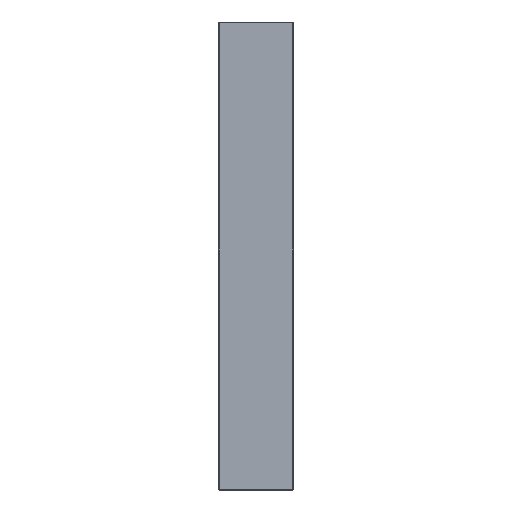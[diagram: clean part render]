
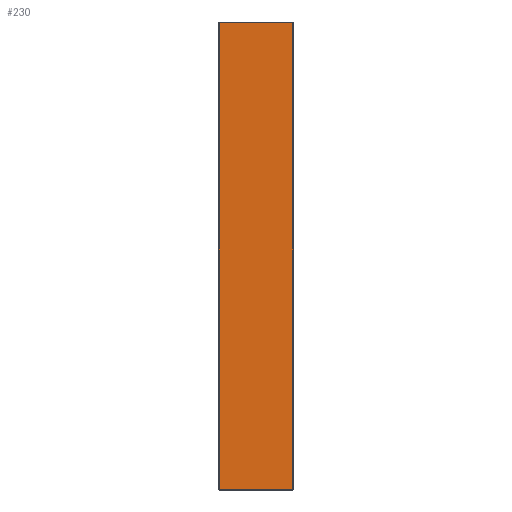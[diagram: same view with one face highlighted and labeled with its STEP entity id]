
A CAD part, top view. The second image highlights one B-rep face of the part: STEP entity #230.
In plain terms, the highlighted planar face has unit normal (0, 0, 1).
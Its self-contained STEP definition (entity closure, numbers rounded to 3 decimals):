
#11 = EDGE_CURVE ( 'NONE', #537, #612, #1447, .T. ) ;
#71 = EDGE_CURVE ( 'NONE', #641, #1340, #1614, .T. ) ;
#78 = VERTEX_POINT ( 'NONE', #797 ) ;
#88 = CARTESIAN_POINT ( 'NONE',  ( 82.7, -526.7, 0. ) ) ;
#168 = LINE ( 'NONE', #2331, #2172 ) ;
#230 = ADVANCED_FACE ( 'NONE', ( #934 ), #2259, .F. ) ;
#235 = ORIENTED_EDGE ( 'NONE', *, *, #2212, .F. ) ;
#249 = VECTOR ( 'NONE', #1232, 1000. ) ;
#304 = CARTESIAN_POINT ( 'NONE',  ( -82.7, 526.7, 0. ) ) ;
#379 = CARTESIAN_POINT ( 'NONE',  ( 82.7, -526.7, 0. ) ) ;
#429 = CARTESIAN_POINT ( 'NONE',  ( -82.7, 526.5, 0. ) ) ;
#432 = ORIENTED_EDGE ( 'NONE', *, *, #1495, .F. ) ;
#453 = CARTESIAN_POINT ( 'NONE',  ( -82.7, -526.7, 0. ) ) ;
#467 = ORIENTED_EDGE ( 'NONE', *, *, #11, .T. ) ;
#537 = VERTEX_POINT ( 'NONE', #379 ) ;
#553 = VECTOR ( 'NONE', #630, 1000. ) ;
#570 = CARTESIAN_POINT ( 'NONE',  ( 82.7, 526.5, 0. ) ) ;
#608 = DIRECTION ( 'NONE',  ( 0., -1., 0. ) ) ;
#612 = VERTEX_POINT ( 'NONE', #800 ) ;
#630 = DIRECTION ( 'NONE',  ( -1., 0., 0. ) ) ;
#641 = VERTEX_POINT ( 'NONE', #1140 ) ;
#659 = VECTOR ( 'NONE', #608, 1000. ) ;
#713 = ORIENTED_EDGE ( 'NONE', *, *, #1455, .F. ) ;
#741 = DIRECTION ( 'NONE',  ( 0., 1., 0. ) ) ;
#750 = ORIENTED_EDGE ( 'NONE', *, *, #1003, .T. ) ;
#797 = CARTESIAN_POINT ( 'NONE',  ( 82.7, 526.5, 0. ) ) ;
#800 = CARTESIAN_POINT ( 'NONE',  ( 82.7, -526.5, 0. ) ) ;
#801 = ORIENTED_EDGE ( 'NONE', *, *, #2061, .T. ) ;
#815 = LINE ( 'NONE', #570, #1321 ) ;
#835 = DIRECTION ( 'NONE',  ( 0., 1., 0. ) ) ;
#902 = CARTESIAN_POINT ( 'NONE',  ( 82.7, -528.5, 0. ) ) ;
#934 = FACE_OUTER_BOUND ( 'NONE', #1377, .T. ) ;
#985 = CARTESIAN_POINT ( 'NONE',  ( 82.7, -528.5, 0. ) ) ;
#1003 = EDGE_CURVE ( 'NONE', #1169, #1345, #168, .T. ) ;
#1005 = CARTESIAN_POINT ( 'NONE',  ( -82.7, -526.5, 0. ) ) ;
#1030 = ORIENTED_EDGE ( 'NONE', *, *, #1736, .F. ) ;
#1038 = VECTOR ( 'NONE', #835, 1000. ) ;
#1114 = CARTESIAN_POINT ( 'NONE',  ( -82.7, 526.7, 0. ) ) ;
#1140 = CARTESIAN_POINT ( 'NONE',  ( -82.7, -526.5, 0. ) ) ;
#1169 = VERTEX_POINT ( 'NONE', #1114 ) ;
#1195 = DIRECTION ( 'NONE',  ( -1., 0., 0. ) ) ;
#1232 = DIRECTION ( 'NONE',  ( 0., 1., 0. ) ) ;
#1239 = LINE ( 'NONE', #985, #249 ) ;
#1321 = VECTOR ( 'NONE', #1460, 1000. ) ;
#1340 = VERTEX_POINT ( 'NONE', #453 ) ;
#1345 = VERTEX_POINT ( 'NONE', #429 ) ;
#1377 = EDGE_LOOP ( 'NONE', ( #432, #750, #713, #1685, #235, #467, #1030, #801 ) ) ;
#1383 = LINE ( 'NONE', #304, #1438 ) ;
#1403 = DIRECTION ( 'NONE',  ( 1., 0., 0. ) ) ;
#1438 = VECTOR ( 'NONE', #1403, 1000. ) ;
#1447 = LINE ( 'NONE', #902, #2151 ) ;
#1455 = EDGE_CURVE ( 'NONE', #641, #1345, #2060, .T. ) ;
#1460 = DIRECTION ( 'NONE',  ( 0., -1., 0. ) ) ;
#1495 = EDGE_CURVE ( 'NONE', #1169, #1597, #1383, .T. ) ;
#1597 = VERTEX_POINT ( 'NONE', #1780 ) ;
#1614 = LINE ( 'NONE', #1697, #659 ) ;
#1625 = AXIS2_PLACEMENT_3D ( 'NONE', #2090, #2277, #1195 ) ;
#1685 = ORIENTED_EDGE ( 'NONE', *, *, #71, .T. ) ;
#1697 = CARTESIAN_POINT ( 'NONE',  ( -82.7, -528.5, 0. ) ) ;
#1736 = EDGE_CURVE ( 'NONE', #78, #612, #815, .T. ) ;
#1780 = CARTESIAN_POINT ( 'NONE',  ( 82.7, 526.7, 0. ) ) ;
#2002 = LINE ( 'NONE', #88, #553 ) ;
#2060 = LINE ( 'NONE', #1005, #1038 ) ;
#2061 = EDGE_CURVE ( 'NONE', #78, #1597, #1239, .T. ) ;
#2090 = CARTESIAN_POINT ( 'NONE',  ( 0., 0., 0. ) ) ;
#2151 = VECTOR ( 'NONE', #741, 1000. ) ;
#2164 = DIRECTION ( 'NONE',  ( 0., -1., 0. ) ) ;
#2172 = VECTOR ( 'NONE', #2164, 1000. ) ;
#2212 = EDGE_CURVE ( 'NONE', #537, #1340, #2002, .T. ) ;
#2259 = PLANE ( 'NONE',  #1625 ) ;
#2277 = DIRECTION ( 'NONE',  ( 0., 0., -1. ) ) ;
#2331 = CARTESIAN_POINT ( 'NONE',  ( -82.7, -528.5, 0. ) ) ;
